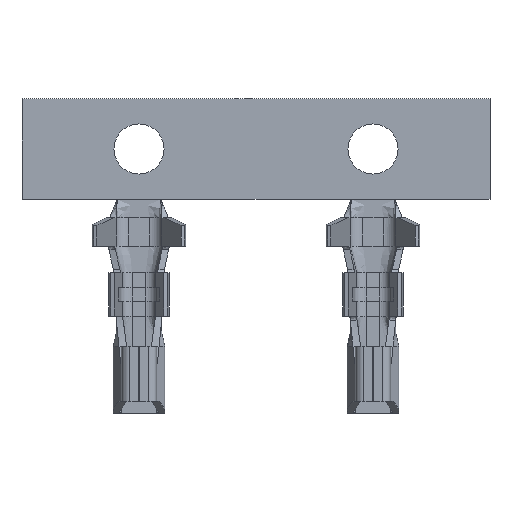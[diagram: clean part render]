
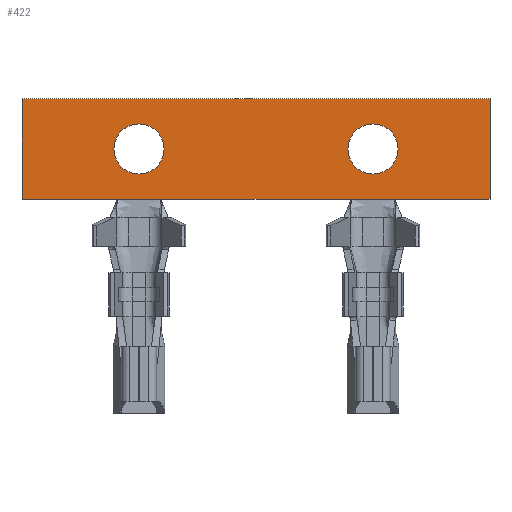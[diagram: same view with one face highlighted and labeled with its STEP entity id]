
A CAD part, top view. The second image highlights one B-rep face of the part: STEP entity #422.
In plain terms, the highlighted planar face has unit normal (0, 0, 1).
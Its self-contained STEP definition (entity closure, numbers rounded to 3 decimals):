
#422 = ADVANCED_FACE( '', ( #1223, #1224, #1225 ), #1226, .F. );
#1223 = FACE_BOUND( '', #2437, .T. );
#1224 = FACE_OUTER_BOUND( '', #2438, .T. );
#1225 = FACE_BOUND( '', #2439, .T. );
#1226 = PLANE( '', #2440 );
#2437 = EDGE_LOOP( '', ( #6555 ) );
#2438 = EDGE_LOOP( '', ( #6556, #6557, #6558, #6559, #6560, #6561, #6562, #6563 ) );
#2439 = EDGE_LOOP( '', ( #6564 ) );
#2440 = AXIS2_PLACEMENT_3D( '', #6565, #6566, #6567 );
#6555 = ORIENTED_EDGE( '', *, *, #10070, .T. );
#6556 = ORIENTED_EDGE( '', *, *, #10071, .F. );
#6557 = ORIENTED_EDGE( '', *, *, #10072, .F. );
#6558 = ORIENTED_EDGE( '', *, *, #10073, .F. );
#6559 = ORIENTED_EDGE( '', *, *, #10074, .T. );
#6560 = ORIENTED_EDGE( '', *, *, #10075, .F. );
#6561 = ORIENTED_EDGE( '', *, *, #10076, .T. );
#6562 = ORIENTED_EDGE( '', *, *, #10077, .F. );
#6563 = ORIENTED_EDGE( '', *, *, #10053, .F. );
#6564 = ORIENTED_EDGE( '', *, *, #10078, .T. );
#6565 = CARTESIAN_POINT( '', ( 0., 0., 0.2 ) );
#6566 = DIRECTION( '', ( 0., 0., -1. ) );
#6567 = DIRECTION( '', ( -1., 0., 0. ) );
#10053 = EDGE_CURVE( '', #11500, #11502, #11503, .T. );
#10070 = EDGE_CURVE( '', #11532, #11532, #11533, .T. );
#10071 = EDGE_CURVE( '', #11534, #11500, #11535, .T. );
#10072 = EDGE_CURVE( '', #11536, #11534, #11537, .T. );
#10073 = EDGE_CURVE( '', #11538, #11536, #11539, .T. );
#10074 = EDGE_CURVE( '', #11538, #11540, #11541, .T. );
#10075 = EDGE_CURVE( '', #11542, #11540, #11543, .T. );
#10076 = EDGE_CURVE( '', #11542, #11544, #11545, .T. );
#10077 = EDGE_CURVE( '', #11502, #11544, #11546, .T. );
#10078 = EDGE_CURVE( '', #11547, #11547, #11548, .T. );
#11500 = VERTEX_POINT( '', #13611 );
#11502 = VERTEX_POINT( '', #13614 );
#11503 = LINE( '', #13615, #13616 );
#11532 = VERTEX_POINT( '', #13676 );
#11533 = CIRCLE( '', #13677, 0.75 );
#11534 = VERTEX_POINT( '', #13678 );
#11535 = LINE( '', #13679, #13680 );
#11536 = VERTEX_POINT( '', #13681 );
#11537 = LINE( '', #13682, #13683 );
#11538 = VERTEX_POINT( '', #13684 );
#11539 = LINE( '', #13685, #13686 );
#11540 = VERTEX_POINT( '', #13687 );
#11541 = LINE( '', #13688, #13689 );
#11542 = VERTEX_POINT( '', #13690 );
#11543 = LINE( '', #13691, #13692 );
#11544 = VERTEX_POINT( '', #13693 );
#11545 = LINE( '', #13694, #13695 );
#11546 = LINE( '', #13696, #13697 );
#11547 = VERTEX_POINT( '', #13698 );
#11548 = CIRCLE( '', #13699, 0.75 );
#13611 = CARTESIAN_POINT( '', ( 3.5, 3.55, 0.2 ) );
#13614 = CARTESIAN_POINT( '', ( 3.5, 0.55, 0.2 ) );
#13615 = CARTESIAN_POINT( '', ( 3.5, 3.55, 0.2 ) );
#13616 = VECTOR( '', #17692, 1000. );
#13676 = CARTESIAN_POINT( '', ( 0.75, 2.05, 0.2 ) );
#13677 = AXIS2_PLACEMENT_3D( '', #17705, #17706, #17707 );
#13678 = CARTESIAN_POINT( '', ( -10.5, 3.55, 0.2 ) );
#13679 = CARTESIAN_POINT( '', ( -3.5, 3.55, 0.2 ) );
#13680 = VECTOR( '', #17708, 1000. );
#13681 = CARTESIAN_POINT( '', ( -10.5, 0.55, 0.2 ) );
#13682 = CARTESIAN_POINT( '', ( -10.5, 0.55, 0.2 ) );
#13683 = VECTOR( '', #17709, 1000. );
#13684 = CARTESIAN_POINT( '', ( -7.65, 0.55, 0.2 ) );
#13685 = CARTESIAN_POINT( '', ( 3.5, 0.55, 0.2 ) );
#13686 = VECTOR( '', #17710, 1000. );
#13687 = CARTESIAN_POINT( '', ( -6.35, 0.55, 0.2 ) );
#13688 = CARTESIAN_POINT( '', ( -7.65, 0.55, 0.2 ) );
#13689 = VECTOR( '', #17711, 1000. );
#13690 = CARTESIAN_POINT( '', ( -0.65, 0.55, 0.2 ) );
#13691 = CARTESIAN_POINT( '', ( 3.5, 0.55, 0.2 ) );
#13692 = VECTOR( '', #17712, 1000. );
#13693 = CARTESIAN_POINT( '', ( 0.65, 0.55, 0.2 ) );
#13694 = CARTESIAN_POINT( '', ( -0.65, 0.55, 0.2 ) );
#13695 = VECTOR( '', #17713, 1000. );
#13696 = CARTESIAN_POINT( '', ( 3.5, 0.55, 0.2 ) );
#13697 = VECTOR( '', #17714, 1000. );
#13698 = CARTESIAN_POINT( '', ( -7.75, 2.05, 0.2 ) );
#13699 = AXIS2_PLACEMENT_3D( '', #17715, #17716, #17717 );
#17692 = DIRECTION( '', ( 0., -1., 0. ) );
#17705 = CARTESIAN_POINT( '', ( 0., 2.05, 0.2 ) );
#17706 = DIRECTION( '', ( 0., 0., -1. ) );
#17707 = DIRECTION( '', ( 1., 0., 0. ) );
#17708 = DIRECTION( '', ( 1., 0., 0. ) );
#17709 = DIRECTION( '', ( 0., 1., 0. ) );
#17710 = DIRECTION( '', ( -1., 0., 0. ) );
#17711 = DIRECTION( '', ( 1., 0., 0. ) );
#17712 = DIRECTION( '', ( -1., 0., 0. ) );
#17713 = DIRECTION( '', ( 1., 0., 0. ) );
#17714 = DIRECTION( '', ( -1., 0., 0. ) );
#17715 = CARTESIAN_POINT( '', ( -7., 2.05, 0.2 ) );
#17716 = DIRECTION( '', ( 0., 0., -1. ) );
#17717 = DIRECTION( '', ( -1., 0., 0. ) );
